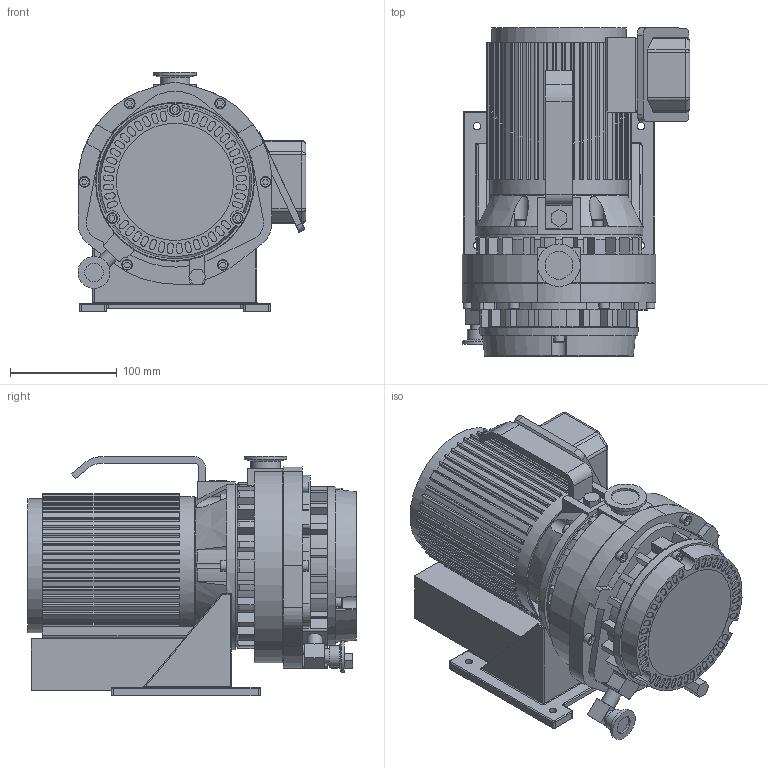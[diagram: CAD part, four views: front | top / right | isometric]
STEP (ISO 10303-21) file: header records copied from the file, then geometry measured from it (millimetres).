
FILE_DESCRIPTION((''),'2;1');
FILE_NAME('DIS-90.stp','2015-07-09T10:30:35',('UJ23342'),(''),'Autodesk Inventor 2010','Autodesk Inventor 2010','');
FILE_SCHEMA(('CONFIG_CONTROL_DESIGN'));
Length unit declared in the file: millimetre
Products named in the file (1): DIS-90
Bounding box: 214 x 308 x 225 mm (x, y, z)
Volume: 6702862.4 mm3; surface area: 425539.7 mm2
Topology: 1 solids, 1 shells, 1230 faces, 3204 edges, 2071 vertices
Faces by surface type: plane 715, cylinder 437, torus 41, sphere 16, bspline 14, cone 7
Full cylindrical faces by diameter (mm): 7 x6, 9.8 x1, 10 x15, 14 x2, 17.2 x1, 20 x1, 26.2 x1, 28 x1, 30 x1, 40 x1, 110 x1, 126 x2, 148 x1, 152 x1, 181 x1
Entity records: 38878 total; most frequent: CARTESIAN_POINT 7516, DIRECTION 6595, ORIENTED_EDGE 6266, EDGE_CURVE 3133, AXIS2_PLACEMENT_3D 2313, VERTEX_POINT 2061, VECTOR 1969, LINE 1969
